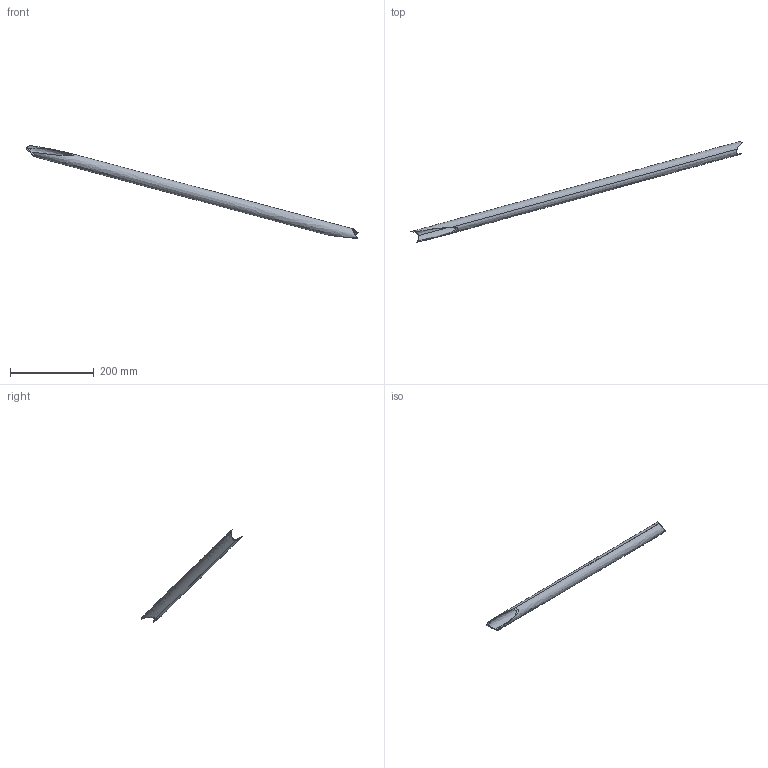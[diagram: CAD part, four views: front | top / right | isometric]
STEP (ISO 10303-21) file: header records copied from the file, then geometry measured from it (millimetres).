
FILE_DESCRIPTION(('CATIA V5 STEP Exchange'),'2;1');
FILE_NAME('26.stp','2018-12-01T17:03:53+00:00',('none'),('none'),'CATIA Version 5 Release 19 SP 2 (IN-10)','CATIA V5 STEP AP203','none');
FILE_SCHEMA(('CONFIG_CONTROL_DESIGN'));
Length unit declared in the file: millimetre
Products named in the file (1): Symmetry of Shape_716
Bounding box: 792.9 x 240.6 x 222.6 mm (x, y, z)
Volume: 103000.8 mm3; surface area: 138706 mm2
Topology: 1 solids, 1 shells, 18 faces, 56 edges, 38 vertices
Faces by surface type: cylinder 13, bspline 4, plane 1
Entity records: 1127 total; most frequent: CARTESIAN_POINT 726, ORIENTED_EDGE 112, EDGE_CURVE 56, B_SPLINE_CURVE_WITH_KNOTS 44, VERTEX_POINT 38, DIRECTION 20, ADVANCED_FACE 18, EDGE_LOOP 18
